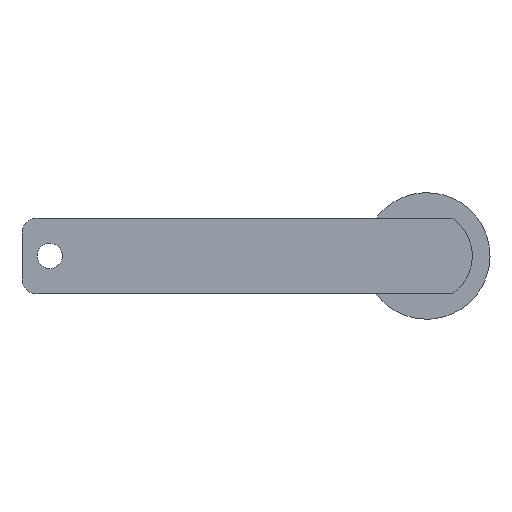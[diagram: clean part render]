
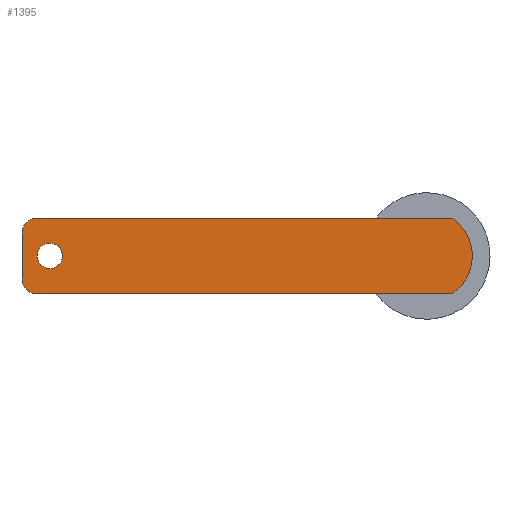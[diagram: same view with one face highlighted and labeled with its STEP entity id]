
A CAD part, left-side view. The second image highlights one B-rep face of the part: STEP entity #1395.
In plain terms, the highlighted free-form (B-spline) face has degree [1, 1] with [2, 2] control points.
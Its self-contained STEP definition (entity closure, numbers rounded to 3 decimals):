
#1178 = VERTEX_POINT('',#1179);
#1179 = CARTESIAN_POINT('',(-5.878,-9.747,
    14.695));
#1184 = EDGE_CURVE('',#1178,#1185,#1187,.T.);
#1185 = VERTEX_POINT('',#1186);
#1186 = CARTESIAN_POINT('',(-5.878,-9.747,
    -14.695));
#1187 = ( BOUNDED_CURVE() B_SPLINE_CURVE(2,(#1188,#1189,#1190),
.UNSPECIFIED.,.F.,.F.) B_SPLINE_CURVE_WITH_KNOTS((3,3),(2.156,
4.127),.PIECEWISE_BEZIER_KNOTS.) CURVE() 
GEOMETRIC_REPRESENTATION_ITEM() RATIONAL_B_SPLINE_CURVE((1.,
0.553,1.)) REPRESENTATION_ITEM('') );
#1188 = CARTESIAN_POINT('',(-5.878,-9.747,
    14.695));
#1189 = CARTESIAN_POINT('',(-5.878,-31.9,
    0.));
#1190 = CARTESIAN_POINT('',(-5.878,-9.747,
    -14.695));
#1215 = EDGE_CURVE('',#1185,#1216,#1218,.T.);
#1216 = VERTEX_POINT('',#1217);
#1217 = CARTESIAN_POINT('',(-5.878,150.866,
    -14.695));
#1218 = B_SPLINE_CURVE_WITH_KNOTS('',1,(#1219,#1220),.UNSPECIFIED.,.F.,
  .F.,(2,2),(0.,163.95),
  .PIECEWISE_BEZIER_KNOTS.);
#1219 = CARTESIAN_POINT('',(-5.878,-9.747,
    -14.695));
#1220 = CARTESIAN_POINT('',(-5.878,150.866,
    -14.695));
#1244 = EDGE_CURVE('',#1216,#1245,#1247,.T.);
#1245 = VERTEX_POINT('',#1246);
#1246 = CARTESIAN_POINT('',(-5.878,156.744,
    -8.817));
#1247 = ( BOUNDED_CURVE() B_SPLINE_CURVE(2,(#1248,#1249,#1250),
.UNSPECIFIED.,.F.,.F.) B_SPLINE_CURVE_WITH_KNOTS((3,3),(4.712,
6.283),.PIECEWISE_BEZIER_KNOTS.) CURVE() 
GEOMETRIC_REPRESENTATION_ITEM() RATIONAL_B_SPLINE_CURVE((1.,
0.707,1.)) REPRESENTATION_ITEM('') );
#1248 = CARTESIAN_POINT('',(-5.878,150.866,
    -14.695));
#1249 = CARTESIAN_POINT('',(-5.878,156.744,
    -14.695));
#1250 = CARTESIAN_POINT('',(-5.878,156.744,
    -8.817));
#1275 = EDGE_CURVE('',#1245,#1276,#1278,.T.);
#1276 = VERTEX_POINT('',#1277);
#1277 = CARTESIAN_POINT('',(-5.878,156.744,
    8.817));
#1278 = B_SPLINE_CURVE_WITH_KNOTS('',1,(#1279,#1280),.UNSPECIFIED.,.F.,
  .F.,(2,2),(0.,18.),.PIECEWISE_BEZIER_KNOTS.);
#1279 = CARTESIAN_POINT('',(-5.878,156.744,
    -8.817));
#1280 = CARTESIAN_POINT('',(-5.878,156.744,
    8.817));
#1304 = EDGE_CURVE('',#1276,#1305,#1307,.T.);
#1305 = VERTEX_POINT('',#1306);
#1306 = CARTESIAN_POINT('',(-5.878,150.866,
    14.695));
#1307 = ( BOUNDED_CURVE() B_SPLINE_CURVE(2,(#1308,#1309,#1310),
.UNSPECIFIED.,.F.,.F.) B_SPLINE_CURVE_WITH_KNOTS((3,3),(0.,
1.571),.PIECEWISE_BEZIER_KNOTS.) CURVE() 
GEOMETRIC_REPRESENTATION_ITEM() RATIONAL_B_SPLINE_CURVE((1.,
0.707,1.)) REPRESENTATION_ITEM('') );
#1308 = CARTESIAN_POINT('',(-5.878,156.744,
    8.817));
#1309 = CARTESIAN_POINT('',(-5.878,156.744,
    14.695));
#1310 = CARTESIAN_POINT('',(-5.878,150.866,
    14.695));
#1333 = EDGE_CURVE('',#1305,#1178,#1334,.T.);
#1334 = B_SPLINE_CURVE_WITH_KNOTS('',1,(#1335,#1336),.UNSPECIFIED.,.F.,
  .F.,(2,2),(0.,163.95),.PIECEWISE_BEZIER_KNOTS.);
#1335 = CARTESIAN_POINT('',(-5.878,150.866,
    14.695));
#1336 = CARTESIAN_POINT('',(-5.878,-9.747,
    14.695));
#1347 = EDGE_CURVE('',#1348,#1348,#1350,.T.);
#1348 = VERTEX_POINT('',#1349);
#1349 = CARTESIAN_POINT('',(-5.878,150.866,
    0.));
#1350 = ( BOUNDED_CURVE() B_SPLINE_CURVE(2,(#1351,#1352,#1353,#1354,
#1355,#1356,#1357),.UNSPECIFIED.,.T.,.F.) B_SPLINE_CURVE_WITH_KNOTS((1,2
    ,2,2,2,1),(-2.094,0.,2.094,4.189,
6.283,8.378),.UNSPECIFIED.) CURVE() 
GEOMETRIC_REPRESENTATION_ITEM() RATIONAL_B_SPLINE_CURVE((1.,0.5,1.,0.5,
1.,0.5,1.)) REPRESENTATION_ITEM('') );
#1351 = CARTESIAN_POINT('',(-5.878,150.866,
    0.));
#1352 = CARTESIAN_POINT('',(-5.878,150.866,
    8.484));
#1353 = CARTESIAN_POINT('',(-5.878,143.518,
    4.242));
#1354 = CARTESIAN_POINT('',(-5.878,136.171,
    0.));
#1355 = CARTESIAN_POINT('',(-5.878,143.518,
    -4.242));
#1356 = CARTESIAN_POINT('',(-5.878,150.866,
    -8.484));
#1357 = CARTESIAN_POINT('',(-5.878,150.866,
    0.));
#1395 = ADVANCED_FACE('',(#1396,#1404),#1407,.F.);
#1396 = FACE_BOUND('',#1397,.T.);
#1397 = EDGE_LOOP('',(#1398,#1399,#1400,#1401,#1402,#1403));
#1398 = ORIENTED_EDGE('',*,*,#1184,.F.);
#1399 = ORIENTED_EDGE('',*,*,#1333,.F.);
#1400 = ORIENTED_EDGE('',*,*,#1304,.F.);
#1401 = ORIENTED_EDGE('',*,*,#1275,.F.);
#1402 = ORIENTED_EDGE('',*,*,#1244,.F.);
#1403 = ORIENTED_EDGE('',*,*,#1215,.F.);
#1404 = FACE_BOUND('',#1405,.T.);
#1405 = EDGE_LOOP('',(#1406));
#1406 = ORIENTED_EDGE('',*,*,#1347,.T.);
#1407 = B_SPLINE_SURFACE_WITH_KNOTS('',1,1,(
    (#1408,#1409)
    ,(#1410,#1411
    )),.UNSPECIFIED.,.F.,.F.,.F.,(2,2),(2,2),(-15.,15.),(-18.,160.),
  .PIECEWISE_BEZIER_KNOTS.);
#1408 = CARTESIAN_POINT('',(-5.878,-17.634,
    14.695));
#1409 = CARTESIAN_POINT('',(-5.878,156.744,
    14.695));
#1410 = CARTESIAN_POINT('',(-5.878,-17.634,
    -14.695));
#1411 = CARTESIAN_POINT('',(-5.878,156.744,
    -14.695));
